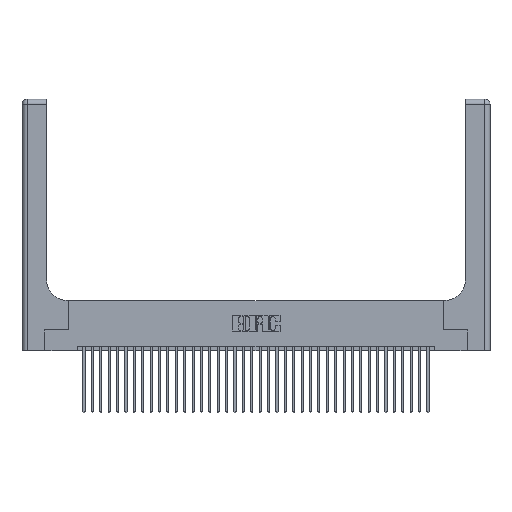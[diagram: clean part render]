
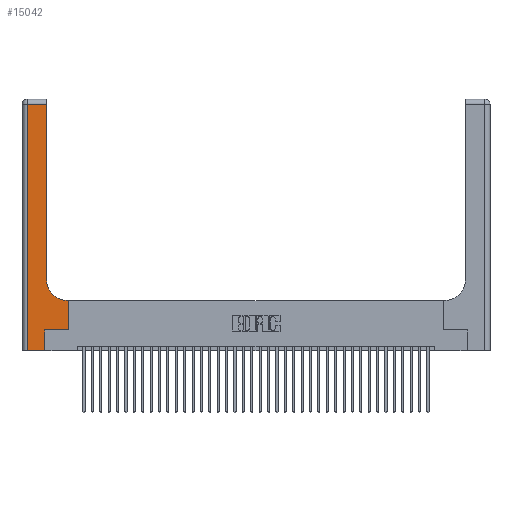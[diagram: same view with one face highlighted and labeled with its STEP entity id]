
A CAD part, top view. The second image highlights one B-rep face of the part: STEP entity #15042.
In plain terms, the highlighted planar face has unit normal (0, 0, 1).
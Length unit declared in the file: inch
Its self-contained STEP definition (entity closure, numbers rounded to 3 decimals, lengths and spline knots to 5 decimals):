
#142 = VECTOR ( 'NONE', #20442, 39.37008 ) ;
#363 = LINE ( 'NONE', #34744, #22920 ) ;
#1082 = ORIENTED_EDGE ( 'NONE', *, *, #13224, .T. ) ;
#1120 = LINE ( 'NONE', #11077, #24595 ) ;
#1606 = CARTESIAN_POINT ( 'NONE',  ( 0.5415, 0.6, 0.37 ) ) ;
#2527 = VECTOR ( 'NONE', #27046, 39.37008 ) ;
#2749 = CIRCLE ( 'NONE', #37272, 0.25 ) ;
#2862 = VERTEX_POINT ( 'NONE', #16629 ) ;
#3227 = EDGE_CURVE ( 'NONE', #35519, #22949, #9891, .T. ) ;
#3428 = VERTEX_POINT ( 'NONE', #1606 ) ;
#4296 = EDGE_LOOP ( 'NONE', ( #35580, #9153, #35853, #22675, #5057, #8095, #23013, #1082, #5367 ) ) ;
#4308 = DIRECTION ( 'NONE',  ( 0., 0., -1. ) ) ;
#5057 = ORIENTED_EDGE ( 'NONE', *, *, #35132, .T. ) ;
#5097 = EDGE_CURVE ( 'NONE', #22949, #2862, #22572, .T. ) ;
#5347 = LINE ( 'NONE', #33067, #35722 ) ;
#5367 = ORIENTED_EDGE ( 'NONE', *, *, #5966, .T. ) ;
#5966 = EDGE_CURVE ( 'NONE', #3428, #27612, #2749, .T. ) ;
#6281 = VERTEX_POINT ( 'NONE', #29085 ) ;
#6548 = CARTESIAN_POINT ( 'NONE',  ( 0.06, 3., 0.37 ) ) ;
#8032 = CARTESIAN_POINT ( 'NONE',  ( 0., 3., 0.37 ) ) ;
#8095 = ORIENTED_EDGE ( 'NONE', *, *, #3227, .T. ) ;
#9153 = ORIENTED_EDGE ( 'NONE', *, *, #13715, .T. ) ;
#9891 = LINE ( 'NONE', #15707, #17690 ) ;
#10371 = LINE ( 'NONE', #6548, #2527 ) ;
#10878 = VECTOR ( 'NONE', #22900, 39.37008 ) ;
#11077 = CARTESIAN_POINT ( 'NONE',  ( 0., 2.94, 0.37 ) ) ;
#11241 = DIRECTION ( 'NONE',  ( 0., 0., -1. ) ) ;
#13224 = EDGE_CURVE ( 'NONE', #2862, #3428, #18671, .T. ) ;
#13390 = EDGE_CURVE ( 'NONE', #18799, #26603, #5347, .T. ) ;
#13715 = EDGE_CURVE ( 'NONE', #16934, #6281, #1120, .T. ) ;
#14707 = CARTESIAN_POINT ( 'NONE',  ( 0.2915, 2.94, 0.37 ) ) ;
#14787 = VECTOR ( 'NONE', #24024, 39.37008 ) ;
#15042 = ADVANCED_FACE ( 'NONE', ( #35651 ), #25840, .F. ) ;
#15707 = CARTESIAN_POINT ( 'NONE',  ( 0.269, 0.25, 0.37 ) ) ;
#15829 = LINE ( 'NONE', #17479, #142 ) ;
#16629 = CARTESIAN_POINT ( 'NONE',  ( 0.5585, 0.6, 0.37 ) ) ;
#16934 = VERTEX_POINT ( 'NONE', #14707 ) ;
#16961 = CARTESIAN_POINT ( 'NONE',  ( 0.06, 0., 0.37 ) ) ;
#17479 = CARTESIAN_POINT ( 'NONE',  ( 0.2915, 3., 0.37 ) ) ;
#17601 = EDGE_CURVE ( 'NONE', #27612, #16934, #15829, .T. ) ;
#17690 = VECTOR ( 'NONE', #24413, 39.37008 ) ;
#18127 = CARTESIAN_POINT ( 'NONE',  ( 0.5585, 0.25, 0.37 ) ) ;
#18401 = DIRECTION ( 'NONE',  ( 1., 0., 0. ) ) ;
#18671 = LINE ( 'NONE', #34615, #10878 ) ;
#18799 = VERTEX_POINT ( 'NONE', #16961 ) ;
#20442 = DIRECTION ( 'NONE',  ( 0., 1., 0. ) ) ;
#21918 = CARTESIAN_POINT ( 'NONE',  ( 0.5415, 0.85, 0.37 ) ) ;
#22572 = LINE ( 'NONE', #18127, #14787 ) ;
#22675 = ORIENTED_EDGE ( 'NONE', *, *, #13390, .T. ) ;
#22900 = DIRECTION ( 'NONE',  ( -1., 0., 0. ) ) ;
#22920 = VECTOR ( 'NONE', #34877, 39.37008 ) ;
#22949 = VERTEX_POINT ( 'NONE', #35513 ) ;
#23013 = ORIENTED_EDGE ( 'NONE', *, *, #5097, .T. ) ;
#24024 = DIRECTION ( 'NONE',  ( 0., 1., 0. ) ) ;
#24413 = DIRECTION ( 'NONE',  ( 1., 0., 0. ) ) ;
#24595 = VECTOR ( 'NONE', #31500, 39.37008 ) ;
#24846 = DIRECTION ( 'NONE',  ( 1., 0., 0. ) ) ;
#25840 = PLANE ( 'NONE',  #33771 ) ;
#26603 = VERTEX_POINT ( 'NONE', #27992 ) ;
#26672 = CARTESIAN_POINT ( 'NONE',  ( 0.2915, 0.85, 0.37 ) ) ;
#27046 = DIRECTION ( 'NONE',  ( 0., -1., 0. ) ) ;
#27612 = VERTEX_POINT ( 'NONE', #26672 ) ;
#27992 = CARTESIAN_POINT ( 'NONE',  ( 0.269, 0., 0.37 ) ) ;
#29085 = CARTESIAN_POINT ( 'NONE',  ( 0.06, 2.94, 0.37 ) ) ;
#29518 = EDGE_CURVE ( 'NONE', #6281, #18799, #10371, .T. ) ;
#31500 = DIRECTION ( 'NONE',  ( -1., 0., 0. ) ) ;
#31800 = DIRECTION ( 'NONE',  ( -1., 0., 0. ) ) ;
#33067 = CARTESIAN_POINT ( 'NONE',  ( 0., 0., 0.37 ) ) ;
#33436 = CARTESIAN_POINT ( 'NONE',  ( 0.269, 0.25, 0.37 ) ) ;
#33771 = AXIS2_PLACEMENT_3D ( 'NONE', #8032, #11241, #31800 ) ;
#34615 = CARTESIAN_POINT ( 'NONE',  ( 0.2915, 0.6, 0.37 ) ) ;
#34744 = CARTESIAN_POINT ( 'NONE',  ( 0.269, 0., 0.37 ) ) ;
#34877 = DIRECTION ( 'NONE',  ( 0., 1., 0. ) ) ;
#35132 = EDGE_CURVE ( 'NONE', #26603, #35519, #363, .T. ) ;
#35513 = CARTESIAN_POINT ( 'NONE',  ( 0.5585, 0.25, 0.37 ) ) ;
#35519 = VERTEX_POINT ( 'NONE', #33436 ) ;
#35580 = ORIENTED_EDGE ( 'NONE', *, *, #17601, .T. ) ;
#35651 = FACE_OUTER_BOUND ( 'NONE', #4296, .T. ) ;
#35722 = VECTOR ( 'NONE', #18401, 39.37008 ) ;
#35853 = ORIENTED_EDGE ( 'NONE', *, *, #29518, .T. ) ;
#37272 = AXIS2_PLACEMENT_3D ( 'NONE', #21918, #4308, #24846 ) ;
